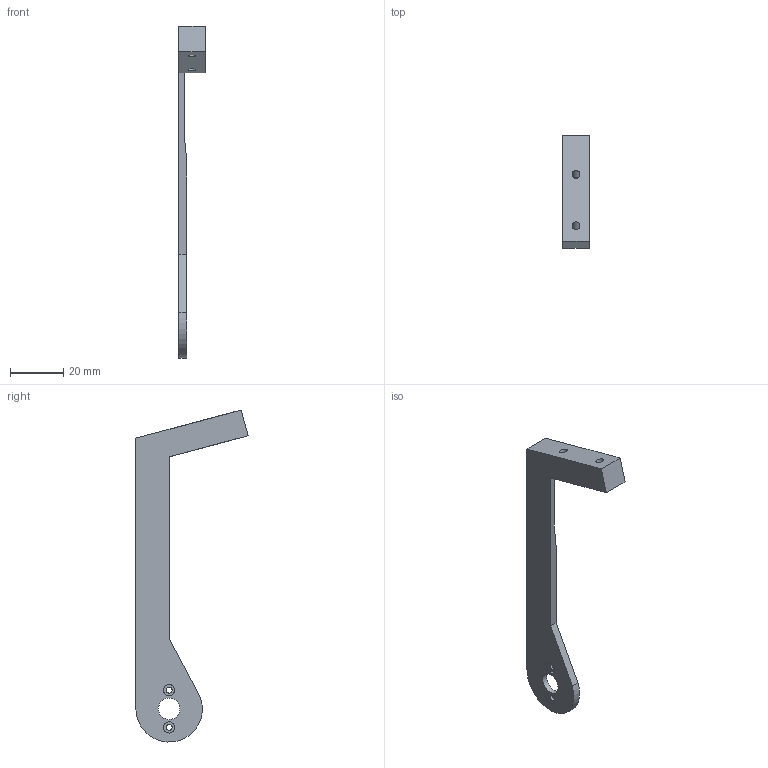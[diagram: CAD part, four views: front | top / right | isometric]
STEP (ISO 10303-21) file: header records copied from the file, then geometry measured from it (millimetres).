
FILE_DESCRIPTION(/* description */ (''),/* implementation_level */ '2;1');
FILE_NAME(/* name */ 'RightArm.step',/* time_stamp */ '2023-03-14T16:48:10+01:00',/* author */ (''),/* organization */ (''),/* preprocessor_version */ 'ST-DEVELOPER v19.2',/* originating_system */ 'Autodesk Translation Framework v11.17.0.187',/* authorisation */ '');
FILE_SCHEMA (('AUTOMOTIVE_DESIGN { 1 0 10303 214 3 1 1 }'));
Length unit declared in the file: millimetre
Products named in the file (1): RightArm
Bounding box: 10 x 42.19 x 124.83 mm (x, y, z)
Volume: 7830.9 mm3; surface area: 5802.2 mm2
Topology: 1 solids, 1 shells, 26 faces, 67 edges, 44 vertices
Faces by surface type: plane 16, cylinder 8, cone 2
Full cylindrical faces by diameter (mm): 2.2 x2, 3 x2, 8.1 x1
Entity records: 846 total; most frequent: DIRECTION 139, CARTESIAN_POINT 138, ORIENTED_EDGE 134, EDGE_CURVE 67, LINE 49, VECTOR 49, AXIS2_PLACEMENT_3D 45, VERTEX_POINT 44
